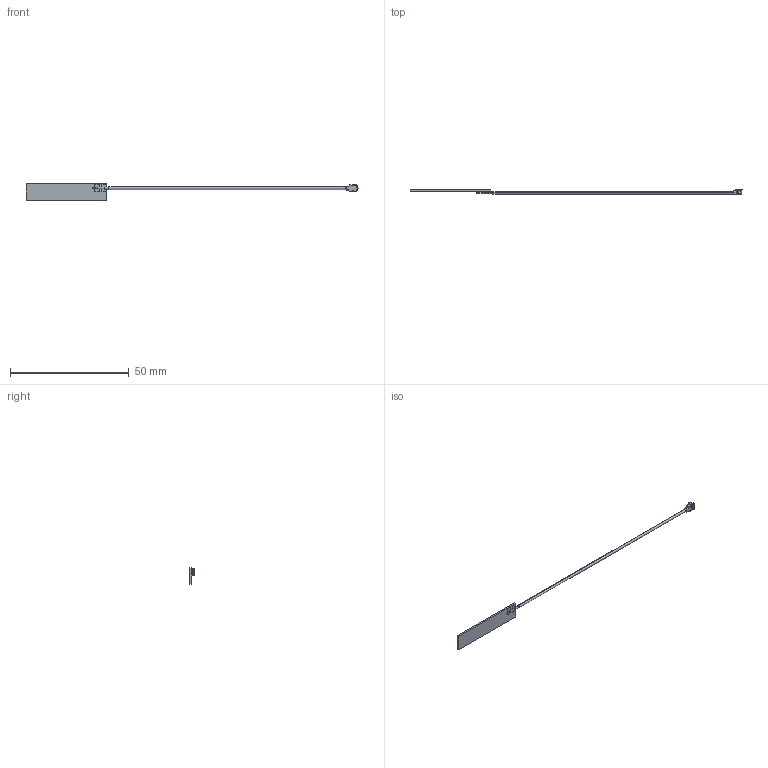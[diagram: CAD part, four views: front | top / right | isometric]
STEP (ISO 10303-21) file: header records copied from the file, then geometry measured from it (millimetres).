
FILE_DESCRIPTION (( 'STEP AP214' ), '1' );
FILE_NAME ('PC27.07.0100A_Web.STEP', '2022-03-21T15:59:08', ( '' ), ( '' ), 'SwSTEP 2.0', 'SolidWorks 2018', '' );
FILE_SCHEMA (( 'AUTOMOTIVE_DESIGN' ));
Length unit declared in the file: millimetre
Products named in the file (1): PC27.07.0100A_Web
Bounding box: 139.87 x 2.1 x 7 mm (x, y, z)
Surface area: 1007.9 mm2 (no closed solid volume)
Topology: 0 solids, 12 shells, 189 faces, 820 edges, 642 vertices
Faces by surface type: plane 114, cylinder 61, torus 14
Entity records: 13522 total; most frequent: CARTESIAN_POINT 6242, ORIENTED_EDGE 1311, EDGE_CURVE 820, B_SPLINE_CURVE_WITH_KNOTS 766, VERTEX_POINT 642, DIRECTION 454, EDGE_LOOP 247, AXIS2_PLACEMENT_3D 210
